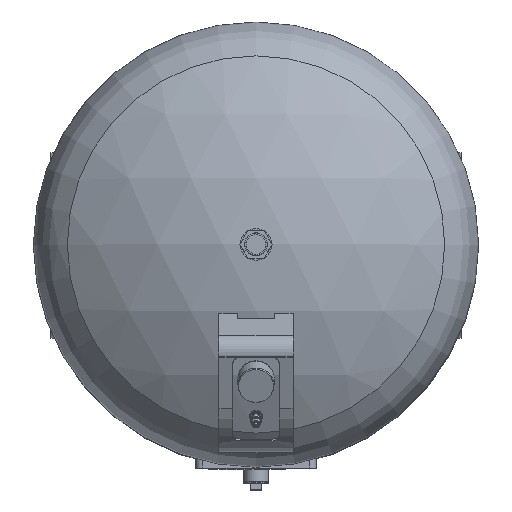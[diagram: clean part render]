
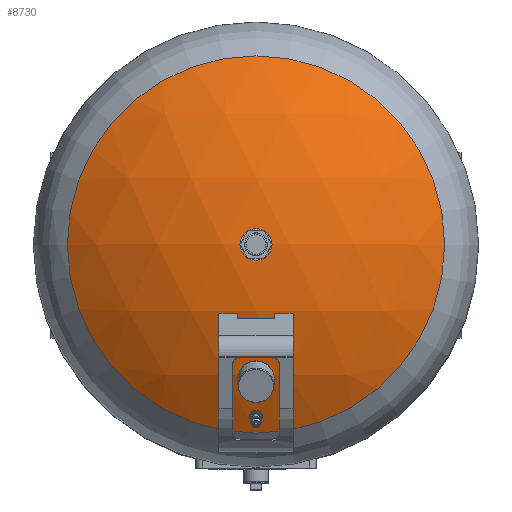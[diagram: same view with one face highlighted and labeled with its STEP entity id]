
A CAD part, top view. The second image highlights one B-rep face of the part: STEP entity #8730.
In plain terms, the highlighted spherical face has radius 354.5 mm.
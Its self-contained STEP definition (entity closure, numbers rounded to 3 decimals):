
#16=SPHERICAL_SURFACE('',#9603,354.5);
#2320=FACE_OUTER_BOUND('',#3003,.T.);
#3003=EDGE_LOOP('',(#7296));
#3664=CIRCLE('',#9604,203.326);
#4385=VERTEX_POINT('',#14569);
#5418=EDGE_CURVE('',#4385,#4385,#3664,.T.);
#7296=ORIENTED_EDGE('',*,*,#5418,.F.);
#8730=ADVANCED_FACE('',(#2320),#16,.T.);
#9603=AXIS2_PLACEMENT_3D('',#14568,#11688,#11689);
#9604=AXIS2_PLACEMENT_3D('',#14570,#11690,#11691);
#11688=DIRECTION('center_axis',(0.,1.,0.));
#11689=DIRECTION('ref_axis',(1.,0.,0.));
#11690=DIRECTION('center_axis',(0.,0.,
-1.));
#11691=DIRECTION('ref_axis',(-1.,0.,0.));
#14568=CARTESIAN_POINT('Origin',(0.,0.,
473.5));
#14569=CARTESIAN_POINT('',(-203.326,0.,763.894));
#14570=CARTESIAN_POINT('Origin',(0.,0.,
763.894));
